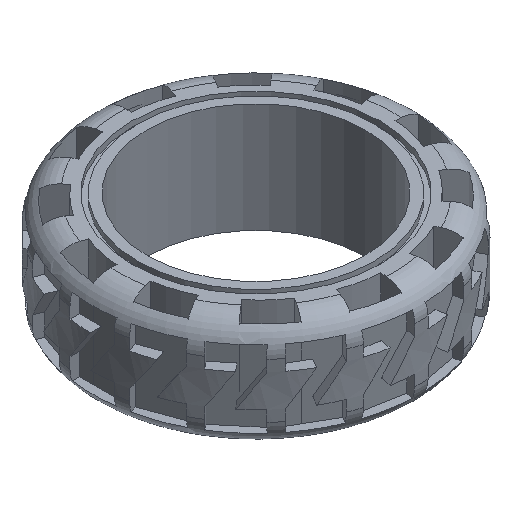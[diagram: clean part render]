
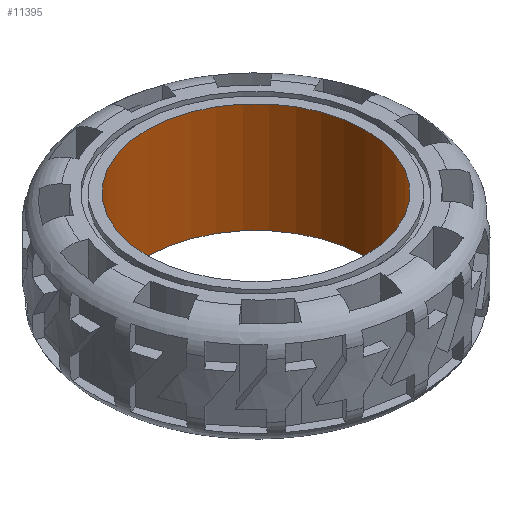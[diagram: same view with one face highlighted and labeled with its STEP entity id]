
A CAD part, isometric view. The second image highlights one B-rep face of the part: STEP entity #11395.
In plain terms, the highlighted cylindrical face has radius 19.75 mm (diameter 39.5 mm), a full revolution.
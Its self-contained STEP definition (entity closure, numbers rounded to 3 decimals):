
#11362 = EDGE_CURVE('',#11363,#11363,#11365,.T.);
#11363 = VERTEX_POINT('',#11364);
#11364 = CARTESIAN_POINT('',(19.75,0.,0.));
#11365 = CIRCLE('',#11366,19.75);
#11366 = AXIS2_PLACEMENT_3D('',#11367,#11368,#11369);
#11367 = CARTESIAN_POINT('',(0.,0.,0.));
#11368 = DIRECTION('',(0.,0.,1.));
#11369 = DIRECTION('',(1.,0.,0.));
#11382 = EDGE_CURVE('',#11383,#11383,#11385,.T.);
#11383 = VERTEX_POINT('',#11384);
#11384 = CARTESIAN_POINT('',(19.75,0.,19.9));
#11385 = CIRCLE('',#11386,19.75);
#11386 = AXIS2_PLACEMENT_3D('',#11387,#11388,#11389);
#11387 = CARTESIAN_POINT('',(0.,0.,19.9));
#11388 = DIRECTION('',(0.,0.,1.));
#11389 = DIRECTION('',(1.,0.,0.));
#11395 = ADVANCED_FACE('',(#11396),#11407,.F.);
#11396 = FACE_BOUND('',#11397,.T.);
#11397 = EDGE_LOOP('',(#11398,#11404,#11405,#11406));
#11398 = ORIENTED_EDGE('',*,*,#11399,.T.);
#11399 = EDGE_CURVE('',#11363,#11383,#11400,.T.);
#11400 = LINE('',#11401,#11402);
#11401 = CARTESIAN_POINT('',(19.75,0.,0.));
#11402 = VECTOR('',#11403,1.);
#11403 = DIRECTION('',(0.,0.,1.));
#11404 = ORIENTED_EDGE('',*,*,#11382,.T.);
#11405 = ORIENTED_EDGE('',*,*,#11399,.F.);
#11406 = ORIENTED_EDGE('',*,*,#11362,.F.);
#11407 = CYLINDRICAL_SURFACE('',#11408,19.75);
#11408 = AXIS2_PLACEMENT_3D('',#11409,#11410,#11411);
#11409 = CARTESIAN_POINT('',(0.,0.,0.));
#11410 = DIRECTION('',(-0.,-0.,-1.));
#11411 = DIRECTION('',(1.,0.,0.));
